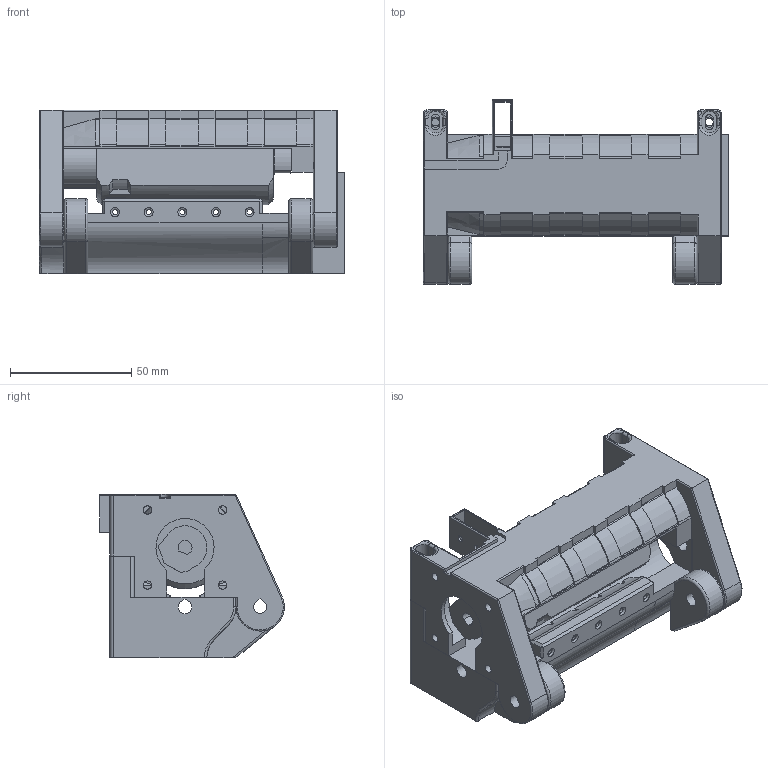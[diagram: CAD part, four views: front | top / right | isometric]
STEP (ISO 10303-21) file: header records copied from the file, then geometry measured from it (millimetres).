
FILE_DESCRIPTION(/* description */ (''),/* implementation_level */ '2;1');
FILE_NAME(/* name */ 'MSU assembly.step',/* time_stamp */ '2021-01-21T14:20:13-05:00',/* author */ (''),/* organization */ (''),/* preprocessor_version */ 'ST-DEVELOPER v18.1',/* originating_system */ 'Autodesk Translation Framework v9.7.1.1290',/* authorisation */ '');
FILE_SCHEMA (('AUTOMOTIVE_DESIGN { 1 0 10303 214 3 1 1 }'));
Length unit declared in the file: millimetre
Products named in the file (4): MMUV4; pulley body; Idler body; mmu2-idler-heated-inserts v2
Assembly tree (3 placements, depth 2):
  MMUV4
    pulley body
    Idler body
    mmu2-idler-heated-inserts v2
Bounding box: 126 x 76.24 x 67.5 mm (x, y, z)
Volume: 220170.1 mm3; surface area: 77269.6 mm2
Topology: 3 solids, 4 shells, 549 faces, 1446 edges, 936 vertices
Faces by surface type: plane 261, cylinder 242, torus 21, bspline 19, cone 6
Full cylindrical faces by diameter (mm): 2.2 x10, 2.7 x4, 3 x3, 3.2 x4, 3.4 x8, 4 x4, 4.2 x2, 4.6 x2, 5.435 x20, 6 x4, 6.2 x4, 6.547 x15, 7.9 x6, 9 x11, 24 x1
Entity records: 23389 total; most frequent: CARTESIAN_POINT 9633, ORIENTED_EDGE 2892, DIRECTION 2746, EDGE_CURVE 1446, AXIS2_PLACEMENT_3D 959, VERTEX_POINT 936, LINE 828, VECTOR 828
